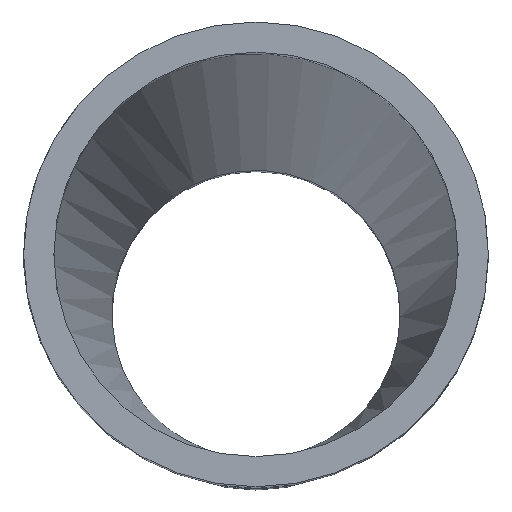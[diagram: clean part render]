
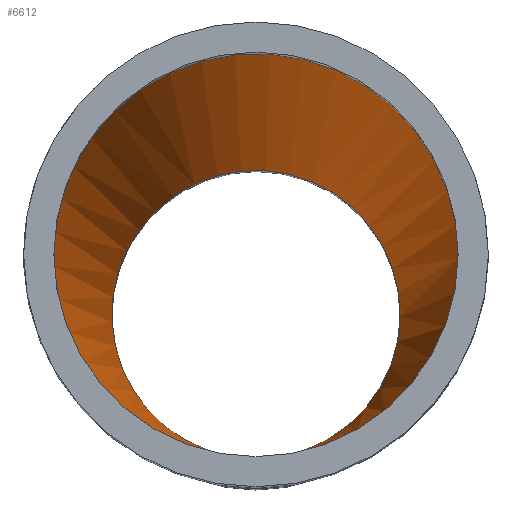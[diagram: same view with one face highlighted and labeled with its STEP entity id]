
A CAD part, top view. The second image highlights one B-rep face of the part: STEP entity #6612.
In plain terms, the highlighted free-form (B-spline) face has degree [1, 2] with [2, 9] control points.
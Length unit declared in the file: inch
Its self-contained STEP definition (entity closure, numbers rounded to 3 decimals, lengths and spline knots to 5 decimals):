
#521=FACE_OUTER_BOUND('',#1209,.T.);
#1209=EDGE_LOOP('',(#6226,#6227,#6228,#6229,#6230,#6231));
#1327=CIRCLE('',#6842,0.31);
#1328=CIRCLE('',#6843,0.31);
#1331=CIRCLE('',#6849,0.435);
#1332=CIRCLE('',#6850,0.435);
#2541=B_SPLINE_CURVE_WITH_KNOTS('',1,(#15380,#15381),.UNSPECIFIED.,.F.,
 .F.,(2,2),(0.00187,2.33556),.UNSPECIFIED.);
#3208=VERTEX_POINT('',#15341);
#3209=VERTEX_POINT('',#15342);
#3212=VERTEX_POINT('',#15352);
#3213=VERTEX_POINT('',#15353);
#4214=EDGE_CURVE('',#3208,#3209,#1327,.T.);
#4215=EDGE_CURVE('',#3209,#3208,#1328,.T.);
#4218=EDGE_CURVE('',#3212,#3213,#1331,.T.);
#4219=EDGE_CURVE('',#3213,#3212,#1332,.T.);
#4222=EDGE_CURVE('',#3213,#3209,#2541,.T.);
#6226=ORIENTED_EDGE('',*,*,#4218,.F.);
#6227=ORIENTED_EDGE('',*,*,#4219,.F.);
#6228=ORIENTED_EDGE('',*,*,#4222,.T.);
#6229=ORIENTED_EDGE('',*,*,#4214,.F.);
#6230=ORIENTED_EDGE('',*,*,#4215,.F.);
#6231=ORIENTED_EDGE('',*,*,#4222,.F.);
#6246=(
BOUNDED_SURFACE()
B_SPLINE_SURFACE(1,2,((#15362,#15363,#15364,#15365,#15366,#15367,#15368,
#15369,#15370),(#15371,#15372,#15373,#15374,#15375,#15376,#15377,#15378,
#15379)),.UNSPECIFIED.,.F.,.T.,.F.)
B_SPLINE_SURFACE_WITH_KNOTS((2,2),(3,2,2,2,3),(-0.12998,2.42196),
(-3.14159,-1.5708,0.,1.5708,3.14159),
 .UNSPECIFIED.)
GEOMETRIC_REPRESENTATION_ITEM()
RATIONAL_B_SPLINE_SURFACE(((1.,0.707,1.,0.707,1.,
0.707,1.,0.707,1.),(1.,0.707,1.,0.707,
1.,0.707,1.,0.707,1.)))
REPRESENTATION_ITEM('')
SURFACE()
);
#6612=ADVANCED_FACE('',(#521),#6246,.T.);
#6842=AXIS2_PLACEMENT_3D('',#15343,#7647,#7648);
#6843=AXIS2_PLACEMENT_3D('',#15344,#7649,#7650);
#6849=AXIS2_PLACEMENT_3D('',#15354,#7661,#7662);
#6850=AXIS2_PLACEMENT_3D('',#15355,#7663,#7664);
#7647=DIRECTION('center_axis',(0.,0.,1.));
#7648=DIRECTION('ref_axis',(-1.,-0.015,0.));
#7649=DIRECTION('center_axis',(0.,0.,1.));
#7650=DIRECTION('ref_axis',(-1.,-0.015,0.));
#7661=DIRECTION('center_axis',(0.,0.,-1.));
#7662=DIRECTION('ref_axis',(-1.,-0.015,0.));
#7663=DIRECTION('center_axis',(0.,0.,-1.));
#7664=DIRECTION('ref_axis',(-1.,-0.015,0.));
#15341=CARTESIAN_POINT('',(0.,-0.435,-1.));
#15342=CARTESIAN_POINT('',(0.30996,-0.1297,-1.));
#15343=CARTESIAN_POINT('Origin',(0.,-0.125,-1.));
#15344=CARTESIAN_POINT('Origin',(0.,-0.125,-1.));
#15352=CARTESIAN_POINT('',(0.,-0.435,0.));
#15353=CARTESIAN_POINT('',(0.43495,-0.00659,0.));
#15354=CARTESIAN_POINT('Origin',(0.,0.,
0.));
#15355=CARTESIAN_POINT('Origin',(0.,0.,
0.));
#15362=CARTESIAN_POINT('Ctrl Pts',(0.44201,0.00036,
0.0565));
#15363=CARTESIAN_POINT('Ctrl Pts',(0.44201,-0.435,0.11009));
#15364=CARTESIAN_POINT('Ctrl Pts',(0.,-0.435,
0.11009));
#15365=CARTESIAN_POINT('Ctrl Pts',(-0.44201,-0.435,
0.11009));
#15366=CARTESIAN_POINT('Ctrl Pts',(-0.44201,0.00036,
0.0565));
#15367=CARTESIAN_POINT('Ctrl Pts',(-0.44201,0.43573,
0.0029));
#15368=CARTESIAN_POINT('Ctrl Pts',(0.,0.43573,
0.0029));
#15369=CARTESIAN_POINT('Ctrl Pts',(0.44201,0.43573,
0.0029));
#15370=CARTESIAN_POINT('Ctrl Pts',(0.44201,0.00036,
0.0565));
#15371=CARTESIAN_POINT('Ctrl Pts',(0.30534,-0.13426,
-1.03702));
#15372=CARTESIAN_POINT('Ctrl Pts',(0.30534,-0.435,
-1.));
#15373=CARTESIAN_POINT('Ctrl Pts',(0.,-0.435,
-1.));
#15374=CARTESIAN_POINT('Ctrl Pts',(-0.30534,-0.435,
-1.));
#15375=CARTESIAN_POINT('Ctrl Pts',(-0.30534,-0.13426,
-1.03702));
#15376=CARTESIAN_POINT('Ctrl Pts',(-0.30534,0.16649,
-1.07405));
#15377=CARTESIAN_POINT('Ctrl Pts',(0.,0.16649,
-1.07405));
#15378=CARTESIAN_POINT('Ctrl Pts',(0.30534,0.16649,
-1.07405));
#15379=CARTESIAN_POINT('Ctrl Pts',(0.30534,-0.13426,
-1.03702));
#15380=CARTESIAN_POINT('Ctrl Pts',(0.43495,-0.00659,
0.));
#15381=CARTESIAN_POINT('Ctrl Pts',(0.30996,-0.1297,-1.));
